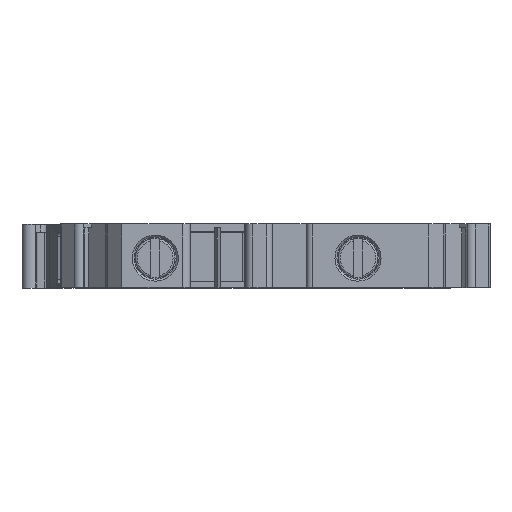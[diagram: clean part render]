
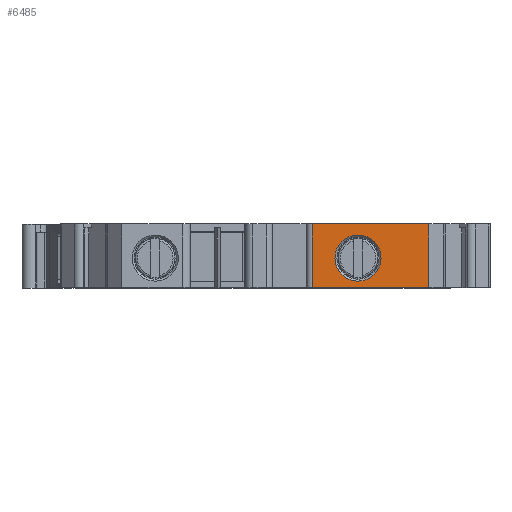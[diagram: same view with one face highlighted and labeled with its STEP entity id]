
A CAD part, top view. The second image highlights one B-rep face of the part: STEP entity #6485.
In plain terms, the highlighted planar face has unit normal (0, 0, 1).
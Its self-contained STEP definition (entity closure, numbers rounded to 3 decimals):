
#341=CIRCLE('',#6799,2.9);
#1185=ORIENTED_EDGE('',*,*,#2101,.T.);
#1186=ORIENTED_EDGE('',*,*,#2291,.T.);
#1187=ORIENTED_EDGE('',*,*,#1900,.F.);
#1188=ORIENTED_EDGE('',*,*,#2290,.F.);
#1189=ORIENTED_EDGE('',*,*,#2292,.T.);
#1900=EDGE_CURVE('',#2593,#2594,#3009,.T.);
#2101=EDGE_CURVE('',#2739,#2739,#341,.T.);
#2290=EDGE_CURVE('',#2847,#2593,#3246,.T.);
#2291=EDGE_CURVE('',#2848,#2594,#3247,.T.);
#2292=EDGE_CURVE('',#2847,#2848,#3248,.T.);
#2593=VERTEX_POINT('',#8637);
#2594=VERTEX_POINT('',#8639);
#2739=VERTEX_POINT('',#9232);
#2847=VERTEX_POINT('',#9680);
#2848=VERTEX_POINT('',#9684);
#3009=LINE('',#8638,#3416);
#3246=LINE('',#9681,#3653);
#3247=LINE('',#9683,#3654);
#3248=LINE('',#9685,#3655);
#3416=VECTOR('',#7210,1000.);
#3653=VECTOR('',#7977,1000.);
#3654=VECTOR('',#7980,1000.);
#3655=VECTOR('',#7981,1000.);
#3939=EDGE_LOOP('',(#1185));
#3940=EDGE_LOOP('',(#1186,#1187,#1188,#1189));
#4224=FACE_BOUND('',#3939,.T.);
#4225=FACE_BOUND('',#3940,.T.);
#4423=PLANE('',#6913);
#6485=ADVANCED_FACE('',(#4224,#4225),#4423,.F.);
#6799=AXIS2_PLACEMENT_3D('',#9231,#7603,#7604);
#6913=AXIS2_PLACEMENT_3D('',#9682,#7978,#7979);
#7210=DIRECTION('',(1.,0.,0.));
#7603=DIRECTION('',(0.,0.,-1.));
#7604=DIRECTION('',(-1.,0.,0.));
#7977=DIRECTION('',(0.,1.,0.));
#7978=DIRECTION('',(0.,0.,-1.));
#7979=DIRECTION('',(-1.,0.,0.));
#7980=DIRECTION('',(0.,1.,0.));
#7981=DIRECTION('',(1.,0.,0.));
#8637=CARTESIAN_POINT('',(3.38,4.3,17.5));
#8638=CARTESIAN_POINT('',(-40.,4.3,17.5));
#8639=CARTESIAN_POINT('',(18.071,4.3,17.5));
#9231=CARTESIAN_POINT('',(9.15,0.,17.5));
#9232=CARTESIAN_POINT('',(6.25,0.,17.5));
#9680=CARTESIAN_POINT('',(3.38,-3.7,17.5));
#9681=CARTESIAN_POINT('',(3.38,-5.,17.5));
#9682=CARTESIAN_POINT('',(-40.,4.3,17.5));
#9683=CARTESIAN_POINT('',(18.071,-5.,17.5));
#9684=CARTESIAN_POINT('',(18.071,-3.7,17.5));
#9685=CARTESIAN_POINT('',(-40.,-3.7,17.5));
